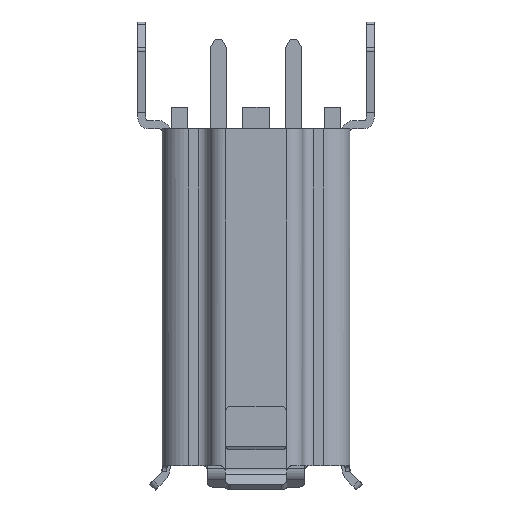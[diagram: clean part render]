
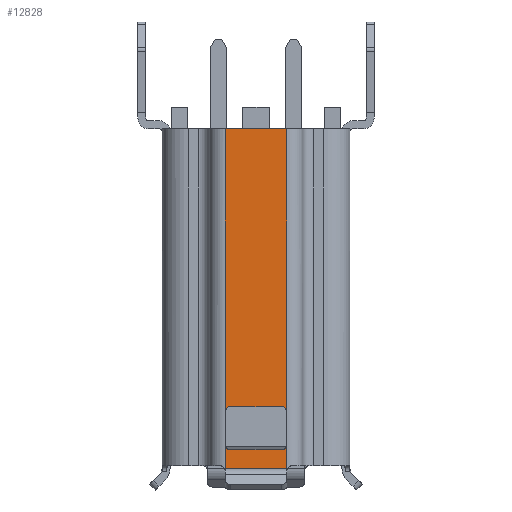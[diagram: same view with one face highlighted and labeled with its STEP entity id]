
A CAD part, front view. The second image highlights one B-rep face of the part: STEP entity #12828.
In plain terms, the highlighted face is planar.
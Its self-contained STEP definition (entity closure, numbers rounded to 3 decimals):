
#113 = DIRECTION ( 'NONE',  ( 0., 1., 0. ) ) ;
#289 = DIRECTION ( 'NONE',  ( 0., 0., -1. ) ) ;
#302 = ORIENTED_EDGE ( 'NONE', *, *, #3610, .F. ) ;
#796 = ORIENTED_EDGE ( 'NONE', *, *, #12725, .F. ) ;
#811 = EDGE_CURVE ( 'NONE', #1234, #12950, #7006, .T. ) ;
#941 = VECTOR ( 'NONE', #2744, 1000. ) ;
#988 = CARTESIAN_POINT ( 'NONE',  ( 1.15, 0.8, -3.05 ) ) ;
#1066 = ORIENTED_EDGE ( 'NONE', *, *, #2147, .F. ) ;
#1128 = DIRECTION ( 'NONE',  ( 1., 0., 0. ) ) ;
#1192 = CARTESIAN_POINT ( 'NONE',  ( 1.125, 12.6, -3.05 ) ) ;
#1234 = VERTEX_POINT ( 'NONE', #8049 ) ;
#1363 = EDGE_LOOP ( 'NONE', ( #3410, #796, #8072, #11068 ) ) ;
#1712 = DIRECTION ( 'NONE',  ( -1., 0., 0. ) ) ;
#1854 = VERTEX_POINT ( 'NONE', #7408 ) ;
#1983 = AXIS2_PLACEMENT_3D ( 'NONE', #13389, #3718, #10922 ) ;
#2037 = LINE ( 'NONE', #9820, #10028 ) ;
#2147 = EDGE_CURVE ( 'NONE', #2858, #1234, #5196, .T. ) ;
#2206 = PLANE ( 'NONE',  #11550 ) ;
#2315 = CARTESIAN_POINT ( 'NONE',  ( -1.15, 0.8, -3.05 ) ) ;
#2344 = CARTESIAN_POINT ( 'NONE',  ( -1.15, 0.8, -3.05 ) ) ;
#2492 = AXIS2_PLACEMENT_3D ( 'NONE', #9021, #3653, #4633 ) ;
#2535 = CARTESIAN_POINT ( 'NONE',  ( -1.15, 13.45, -3.05 ) ) ;
#2640 = EDGE_CURVE ( 'NONE', #5079, #2949, #3204, .T. ) ;
#2731 = EDGE_CURVE ( 'NONE', #4276, #7225, #3252, .T. ) ;
#2744 = DIRECTION ( 'NONE',  ( -1., 0., 0. ) ) ;
#2776 = CARTESIAN_POINT ( 'NONE',  ( 0.975, 12.6, -3.05 ) ) ;
#2822 = CARTESIAN_POINT ( 'NONE',  ( -1.125, 12.6, -3.05 ) ) ;
#2858 = VERTEX_POINT ( 'NONE', #9742 ) ;
#2949 = VERTEX_POINT ( 'NONE', #11002 ) ;
#3204 = CIRCLE ( 'NONE', #12683, 0.15 ) ;
#3252 = LINE ( 'NONE', #3326, #6615 ) ;
#3326 = CARTESIAN_POINT ( 'NONE',  ( -1.15, 0.8, -3.05 ) ) ;
#3370 = CARTESIAN_POINT ( 'NONE',  ( 0.975, 11.15, -3.05 ) ) ;
#3396 = ORIENTED_EDGE ( 'NONE', *, *, #2640, .F. ) ;
#3410 = ORIENTED_EDGE ( 'NONE', *, *, #5304, .F. ) ;
#3552 = CARTESIAN_POINT ( 'NONE',  ( -1.125, 12.6, -3.05 ) ) ;
#3610 = EDGE_CURVE ( 'NONE', #9908, #2858, #6853, .T. ) ;
#3653 = DIRECTION ( 'NONE',  ( 0., 0., -1. ) ) ;
#3718 = DIRECTION ( 'NONE',  ( 0., 0., -1. ) ) ;
#3914 = DIRECTION ( 'NONE',  ( 0., 1., 0. ) ) ;
#3986 = CARTESIAN_POINT ( 'NONE',  ( 1.125, 11.3, -3.05 ) ) ;
#4276 = VERTEX_POINT ( 'NONE', #8017 ) ;
#4310 = CARTESIAN_POINT ( 'NONE',  ( 0.975, 12.75, -3.05 ) ) ;
#4468 = FACE_OUTER_BOUND ( 'NONE', #1363, .T. ) ;
#4550 = EDGE_CURVE ( 'NONE', #12950, #1854, #12810, .T. ) ;
#4571 = ORIENTED_EDGE ( 'NONE', *, *, #13632, .F. ) ;
#4633 = DIRECTION ( 'NONE',  ( 1., 0., 0. ) ) ;
#4870 = VECTOR ( 'NONE', #11003, 1000. ) ;
#5066 = EDGE_CURVE ( 'NONE', #2949, #10841, #12994, .T. ) ;
#5079 = VERTEX_POINT ( 'NONE', #4310 ) ;
#5135 = VERTEX_POINT ( 'NONE', #2535 ) ;
#5196 = CIRCLE ( 'NONE', #2492, 0.15 ) ;
#5287 = VECTOR ( 'NONE', #5730, 1000. ) ;
#5304 = EDGE_CURVE ( 'NONE', #6966, #5135, #2037, .T. ) ;
#5454 = ORIENTED_EDGE ( 'NONE', *, *, #13520, .F. ) ;
#5730 = DIRECTION ( 'NONE',  ( 0., 1., 0. ) ) ;
#5787 = CARTESIAN_POINT ( 'NONE',  ( -0.975, 12.75, -3.05 ) ) ;
#6536 = DIRECTION ( 'NONE',  ( 0., 0., -1. ) ) ;
#6602 = FACE_BOUND ( 'NONE', #9147, .T. ) ;
#6615 = VECTOR ( 'NONE', #10744, 1000. ) ;
#6827 = VECTOR ( 'NONE', #3914, 1000. ) ;
#6853 = LINE ( 'NONE', #7983, #941 ) ;
#6913 = AXIS2_PLACEMENT_3D ( 'NONE', #10480, #289, #11040 ) ;
#6966 = VERTEX_POINT ( 'NONE', #12214 ) ;
#7006 = LINE ( 'NONE', #2822, #5287 ) ;
#7100 = DIRECTION ( 'NONE',  ( 0., 0., -1. ) ) ;
#7155 = ORIENTED_EDGE ( 'NONE', *, *, #811, .F. ) ;
#7225 = VERTEX_POINT ( 'NONE', #9294 ) ;
#7353 = VECTOR ( 'NONE', #113, 1000. ) ;
#7408 = CARTESIAN_POINT ( 'NONE',  ( -0.975, 12.75, -3.05 ) ) ;
#7558 = VECTOR ( 'NONE', #9904, 1000. ) ;
#7932 = EDGE_CURVE ( 'NONE', #7225, #5135, #11404, .T. ) ;
#7983 = CARTESIAN_POINT ( 'NONE',  ( -0.975, 11.15, -3.05 ) ) ;
#8017 = CARTESIAN_POINT ( 'NONE',  ( 1.15, 0.8, -3.05 ) ) ;
#8049 = CARTESIAN_POINT ( 'NONE',  ( -1.125, 11.3, -3.05 ) ) ;
#8070 = ORIENTED_EDGE ( 'NONE', *, *, #5066, .F. ) ;
#8072 = ORIENTED_EDGE ( 'NONE', *, *, #2731, .T. ) ;
#8452 = ORIENTED_EDGE ( 'NONE', *, *, #4550, .F. ) ;
#9021 = CARTESIAN_POINT ( 'NONE',  ( -0.975, 11.3, -3.05 ) ) ;
#9100 = LINE ( 'NONE', #5787, #4870 ) ;
#9147 = EDGE_LOOP ( 'NONE', ( #1066, #302, #4571, #8070, #3396, #5454, #8452, #7155 ) ) ;
#9160 = CIRCLE ( 'NONE', #6913, 0.15 ) ;
#9294 = CARTESIAN_POINT ( 'NONE',  ( -1.15, 0.8, -3.05 ) ) ;
#9742 = CARTESIAN_POINT ( 'NONE',  ( -0.975, 11.15, -3.05 ) ) ;
#9820 = CARTESIAN_POINT ( 'NONE',  ( 1.15, 13.45, -3.05 ) ) ;
#9904 = DIRECTION ( 'NONE',  ( 0., -1., 0. ) ) ;
#9908 = VERTEX_POINT ( 'NONE', #3370 ) ;
#10028 = VECTOR ( 'NONE', #11718, 1000. ) ;
#10480 = CARTESIAN_POINT ( 'NONE',  ( 0.975, 11.3, -3.05 ) ) ;
#10681 = LINE ( 'NONE', #988, #6827 ) ;
#10744 = DIRECTION ( 'NONE',  ( -1., 0., 0. ) ) ;
#10841 = VERTEX_POINT ( 'NONE', #3986 ) ;
#10922 = DIRECTION ( 'NONE',  ( 1., 0., 0. ) ) ;
#11002 = CARTESIAN_POINT ( 'NONE',  ( 1.125, 12.6, -3.05 ) ) ;
#11003 = DIRECTION ( 'NONE',  ( 1., 0., 0. ) ) ;
#11040 = DIRECTION ( 'NONE',  ( 1., 0., 0. ) ) ;
#11068 = ORIENTED_EDGE ( 'NONE', *, *, #7932, .T. ) ;
#11404 = LINE ( 'NONE', #2315, #7353 ) ;
#11550 = AXIS2_PLACEMENT_3D ( 'NONE', #2344, #6536, #1128 ) ;
#11718 = DIRECTION ( 'NONE',  ( -1., 0., 0. ) ) ;
#12214 = CARTESIAN_POINT ( 'NONE',  ( 1.15, 13.45, -3.05 ) ) ;
#12683 = AXIS2_PLACEMENT_3D ( 'NONE', #2776, #7100, #1712 ) ;
#12725 = EDGE_CURVE ( 'NONE', #4276, #6966, #10681, .T. ) ;
#12810 = CIRCLE ( 'NONE', #1983, 0.15 ) ;
#12828 = ADVANCED_FACE ( 'NONE', ( #6602, #4468 ), #2206, .T. ) ;
#12950 = VERTEX_POINT ( 'NONE', #3552 ) ;
#12994 = LINE ( 'NONE', #1192, #7558 ) ;
#13389 = CARTESIAN_POINT ( 'NONE',  ( -0.975, 12.6, -3.05 ) ) ;
#13520 = EDGE_CURVE ( 'NONE', #1854, #5079, #9100, .T. ) ;
#13632 = EDGE_CURVE ( 'NONE', #10841, #9908, #9160, .T. ) ;
